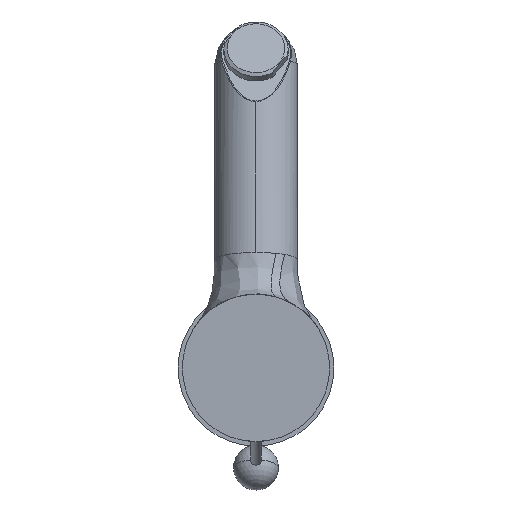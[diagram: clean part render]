
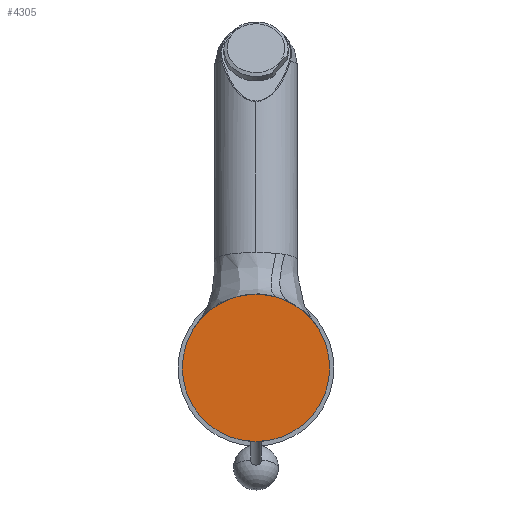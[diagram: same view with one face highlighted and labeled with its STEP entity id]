
A CAD part, front view. The second image highlights one B-rep face of the part: STEP entity #4305.
In plain terms, the highlighted planar face has unit normal (0, -1, 0).
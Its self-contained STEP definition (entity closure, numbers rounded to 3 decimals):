
#370 = EDGE_LOOP ( 'NONE', ( #4520, #3055 ) ) ;
#578 = CARTESIAN_POINT ( 'NONE',  ( 0., 0., 0. ) ) ;
#586 = PLANE ( 'NONE',  #3751 ) ;
#737 = VERTEX_POINT ( 'NONE', #1825 ) ;
#1153 = DIRECTION ( 'NONE',  ( 0., 0., 1. ) ) ;
#1183 = CIRCLE ( 'NONE', #2884, 27.5 ) ;
#1540 = EDGE_CURVE ( 'NONE', #737, #6552, #1183, .T. ) ;
#1730 = DIRECTION ( 'NONE',  ( 0., 1., 0. ) ) ;
#1825 = CARTESIAN_POINT ( 'NONE',  ( 0., 0., 27.5 ) ) ;
#2703 = EDGE_CURVE ( 'NONE', #6552, #737, #2954, .T. ) ;
#2884 = AXIS2_PLACEMENT_3D ( 'NONE', #578, #4547, #1153 ) ;
#2954 = CIRCLE ( 'NONE', #3140, 27.5 ) ;
#3055 = ORIENTED_EDGE ( 'NONE', *, *, #2703, .F. ) ;
#3140 = AXIS2_PLACEMENT_3D ( 'NONE', #5035, #6764, #3770 ) ;
#3751 = AXIS2_PLACEMENT_3D ( 'NONE', #4556, #1730, #5696 ) ;
#3770 = DIRECTION ( 'NONE',  ( 0., 0., 1. ) ) ;
#4305 = ADVANCED_FACE ( 'NONE', ( #4983 ), #586, .F. ) ;
#4520 = ORIENTED_EDGE ( 'NONE', *, *, #1540, .F. ) ;
#4547 = DIRECTION ( 'NONE',  ( 0., 1., 0. ) ) ;
#4556 = CARTESIAN_POINT ( 'NONE',  ( 0., 0., 0. ) ) ;
#4983 = FACE_OUTER_BOUND ( 'NONE', #370, .T. ) ;
#5035 = CARTESIAN_POINT ( 'NONE',  ( 0., 0., 0. ) ) ;
#5696 = DIRECTION ( 'NONE',  ( 0., 0., 1. ) ) ;
#6548 = CARTESIAN_POINT ( 'NONE',  ( 0., 0., -27.5 ) ) ;
#6552 = VERTEX_POINT ( 'NONE', #6548 ) ;
#6764 = DIRECTION ( 'NONE',  ( 0., 1., 0. ) ) ;
